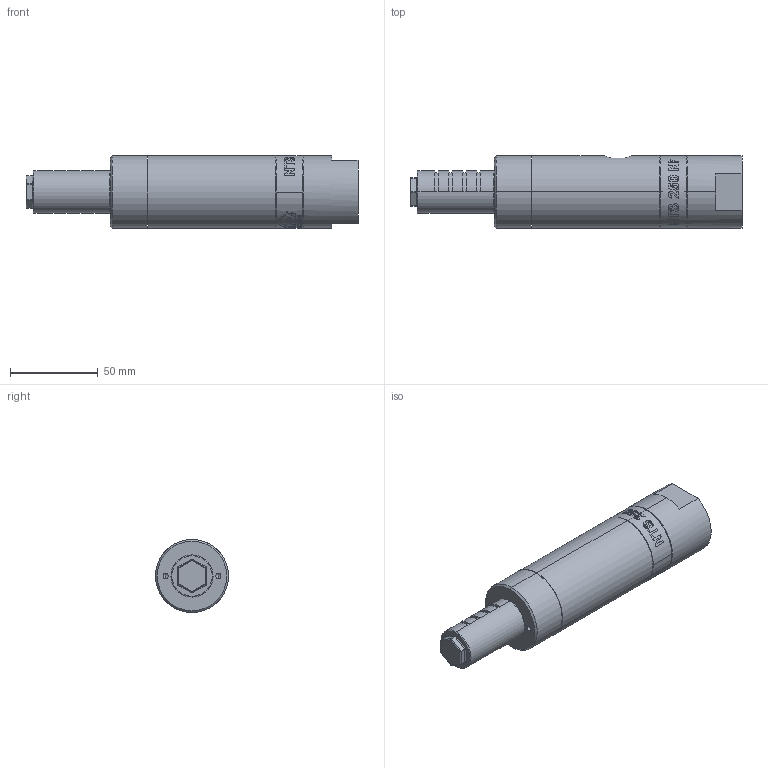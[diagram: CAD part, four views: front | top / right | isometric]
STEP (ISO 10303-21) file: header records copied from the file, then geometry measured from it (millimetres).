
FILE_DESCRIPTION (( 'STEP AP214' ), '1' );
FILE_NAME ('NTS 250 NF Kolbenvibrator #01925500.STEP', '2022-01-25T08:22:23', ( '' ), ( '' ), 'SwSTEP 2.0', 'SolidWorks 2015', '' );
FILE_SCHEMA (( 'AUTOMOTIVE_DESIGN' ));
Length unit declared in the file: millimetre
Products named in the file (1): NTS 250 NF Kolbenvibrator #01925500
Bounding box: 188.9 x 41.5 x 41.5 mm (x, y, z)
Volume: 206716.5 mm3; surface area: 43232.2 mm2
Topology: 5 solids, 5 shells, 253 faces, 1032 edges, 859 vertices
Faces by surface type: cylinder 158, plane 50, cone 26, torus 11, sphere 8
Entity records: 18570 total; most frequent: CARTESIAN_POINT 9714, ORIENTED_EDGE 2020, DIRECTION 1412, EDGE_CURVE 1010, VERTEX_POINT 859, AXIS2_PLACEMENT_3D 586, B_SPLINE_CURVE_WITH_KNOTS 438, EDGE_LOOP 347
